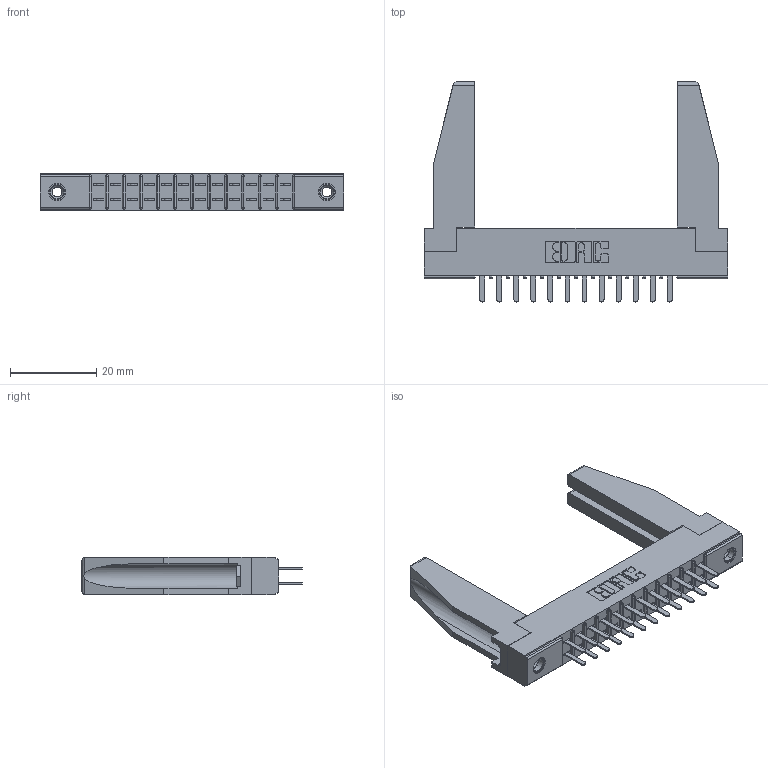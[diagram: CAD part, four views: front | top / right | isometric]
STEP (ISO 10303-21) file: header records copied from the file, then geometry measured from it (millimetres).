
FILE_DESCRIPTION (( 'STEP AP203' ), '1' );
FILE_NAME ('355-024-520-278.STEP', '2019-09-11T04:41:55', ( '' ), ( '' ), 'SwSTEP 2.0', 'SolidWorks 2016', '' );
FILE_SCHEMA (( 'CONFIG_CONTROL_DESIGN' ));
Length unit declared in the file: inch
Products named in the file (5): 307-220-078; 345-250-001_345-250-001-102; 355-024-520-278; 305-290-001_520; 305 Part_.156 Dia
Assembly tree (29 placements, depth 2):
  355-024-520-278
    305 Part_.156 Dia
    305-290-001_520  x24
    345-250-001_345-250-001-102  x2
    307-220-078  x2
Bounding box: 70.56 x 51.13 x 8.71 mm (x, y, z)
Volume: 8427.9 mm3; surface area: 11639.7 mm2
Topology: 29 solids, 29 shells, 1350 faces, 3802 edges, 2460 vertices
Faces by surface type: plane 800, cylinder 486, sphere 48, cone 12, torus 4
Entity records: 18964 total; most frequent: CARTESIAN_POINT 3144, ORIENTED_EDGE 3074, DIRECTION 3023, EDGE_CURVE 1537, LINE 1209, VECTOR 1209, VERTEX_POINT 986, AXIS2_PLACEMENT_3D 907
